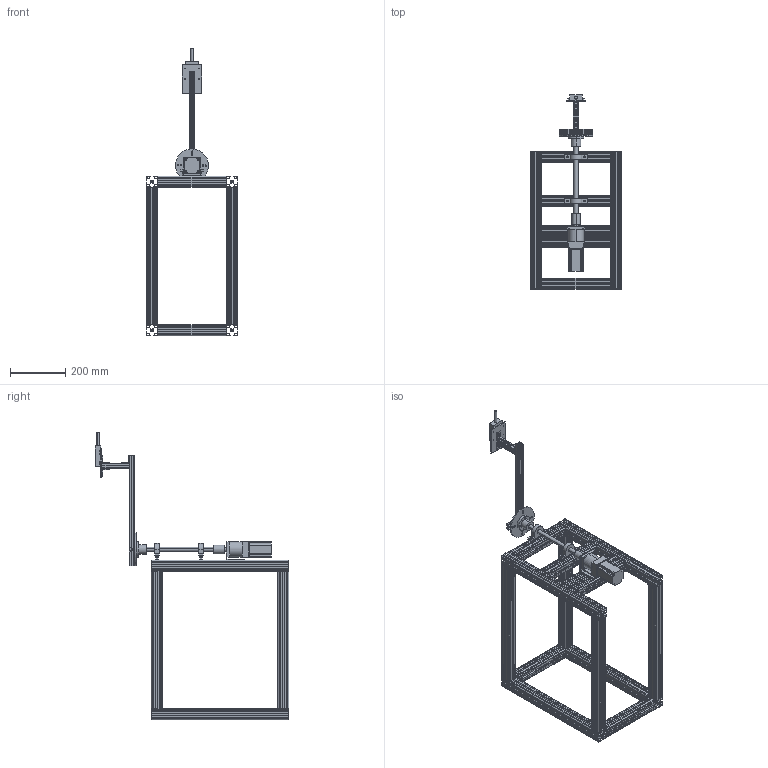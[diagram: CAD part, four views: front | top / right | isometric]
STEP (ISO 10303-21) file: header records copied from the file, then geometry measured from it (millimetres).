
FILE_DESCRIPTION (( 'STEP AP214' ), '1' );
FILE_NAME ('埴僅聆講痀.STEP', '2023-11-13T14:00:25', ( '' ), ( '' ), 'SwSTEP 2.0', 'SolidWorks 2021', '' );
FILE_SCHEMA (( 'AUTOMOTIVE_DESIGN' ));
Length unit declared in the file: millimetre
Products named in the file (19): 埴僅-繩豪薊粣ん-14-30-35; 圆度-57步进减速箱装配; 圆度-4mm玻纤-激光测距版; 圆度-标准件-57步进电机减速箱支架; 埴僅-梓袧璃-2020褒沺; 埴僅-臏倰第-4040-200; 圆度-标准件-单通铜柱-m5-18-7; 埴僅聆講痀; 圆度-标准件-激光测距仪; 埴僅-臏倰第-4040-500; 埴僅-臏倰第-2020-50; 圆度-标准件-50减速比减速箱; 圆度-4mm玻纤-法兰摇臂转接板; 埴僅-臏倰第-2020-500; 埴僅-臏倰第-2020-100; 圆度-标准件-法兰夹紧联轴器-15-37; 埴僅-詩裝-15-200; 圆度-标准件-立座轴承-15-43-7; 圆度-标准件-57步进电机-82
Assembly tree (37 placements, depth 3):
  埴僅聆講痀
    圆度-57步进减速箱装配
      圆度-标准件-57步进电机-82
      圆度-标准件-50减速比减速箱
    圆度-标准件-57步进电机减速箱支架
    埴僅-臏倰第-4040-200  x6
    埴僅-繩豪薊粣ん-14-30-35
    埴僅-臏倰第-4040-500  x8
    埴僅-詩裝-15-200
    圆度-标准件-立座轴承-15-43-7  x2
    圆度-标准件-单通铜柱-m5-18-7  x4
    圆度-标准件-法兰夹紧联轴器-15-37
    埴僅-臏倰第-2020-50  x2
    埴僅-臏倰第-2020-500
    圆度-4mm玻纤-法兰摇臂转接板
    圆度-标准件-激光测距仪
    埴僅-臏倰第-2020-100
    圆度-4mm玻纤-激光测距版
    埴僅-梓袧璃-2020褒沺  x3
Bounding box: 330 x 704.1 x 1045 mm (x, y, z)
Volume: 2835378.3 mm3; surface area: 2870234.9 mm2
Topology: 36 solids, 36 shells, 1570 faces, 4416 edges, 2936 vertices
Faces by surface type: plane 1240, cylinder 318, cone 12
Entity records: 18950 total; most frequent: CARTESIAN_POINT 3159, DIRECTION 3100, ORIENTED_EDGE 3072, EDGE_CURVE 1536, VECTOR 1186, LINE 1186, VERTEX_POINT 1016, AXIS2_PLACEMENT_3D 957
